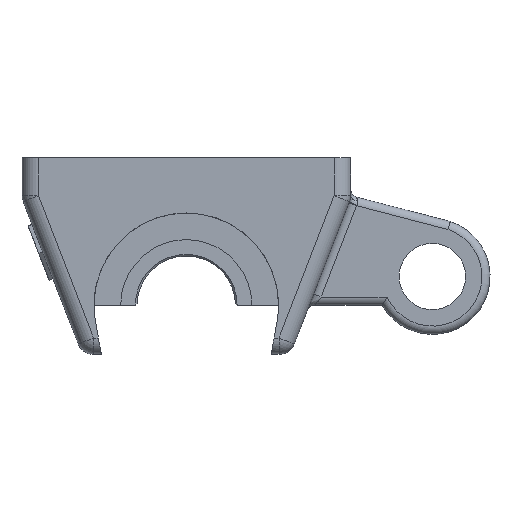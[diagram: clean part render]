
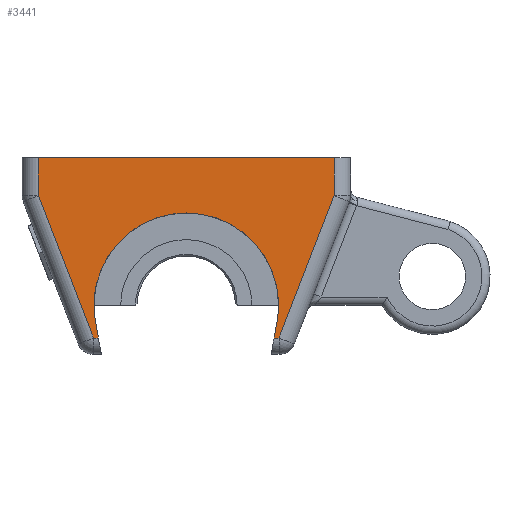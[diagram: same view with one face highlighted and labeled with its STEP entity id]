
A CAD part, front view. The second image highlights one B-rep face of the part: STEP entity #3441.
In plain terms, the highlighted planar face has unit normal (0, -1, 0).
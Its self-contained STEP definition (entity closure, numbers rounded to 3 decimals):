
#83=CIRCLE('',#3675,11.25);
#84=CIRCLE('',#3676,10.636);
#85=CIRCLE('',#3677,11.25);
#86=CIRCLE('',#3678,11.25);
#312=B_SPLINE_CURVE_WITH_KNOTS('',3,(#6203,#6204,#6205,#6206,#6207,#6208),
 .UNSPECIFIED.,.F.,.F.,(4,2,4),(0.,0.021,0.043),
 .UNSPECIFIED.);
#313=B_SPLINE_CURVE_WITH_KNOTS('',3,(#6212,#6213,#6214,#6215,#6216,#6217),
 .UNSPECIFIED.,.F.,.F.,(4,2,4),(0.,0.029,
0.058),.UNSPECIFIED.);
#314=B_SPLINE_CURVE_WITH_KNOTS('',3,(#6219,#6220,#6221,#6222),
 .UNSPECIFIED.,.F.,.F.,(4,4),(1.081,1.092),
 .UNSPECIFIED.);
#597=FACE_OUTER_BOUND('',#809,.T.);
#809=EDGE_LOOP('',(#2904,#2905,#2906,#2907,#2908,#2909,#2910,#2911,#2912,
#2913,#2914,#2915,#2916,#2917,#2918,#2919));
#1039=LINE('',#6073,#1274);
#1055=LINE('',#6152,#1290);
#1057=LINE('',#6155,#1292);
#1058=LINE('',#6157,#1293);
#1060=LINE('',#6163,#1295);
#1062=LINE('',#6169,#1297);
#1068=LINE('',#6186,#1303);
#1073=LINE('',#6195,#1308);
#1074=LINE('',#6197,#1309);
#1274=VECTOR('',#4128,10.);
#1290=VECTOR('',#4226,10.);
#1292=VECTOR('',#4230,10.);
#1293=VECTOR('',#4233,10.);
#1295=VECTOR('',#4239,10.);
#1297=VECTOR('',#4245,10.);
#1303=VECTOR('',#4263,10.);
#1308=VECTOR('',#4276,10.);
#1309=VECTOR('',#4277,10.);
#1550=VERTEX_POINT('',#6062);
#1553=VERTEX_POINT('',#6071);
#1555=VERTEX_POINT('',#6077);
#1557=VERTEX_POINT('',#6085);
#1558=VERTEX_POINT('',#6090);
#1575=VERTEX_POINT('',#6150);
#1576=VERTEX_POINT('',#6159);
#1578=VERTEX_POINT('',#6165);
#1584=VERTEX_POINT('',#6185);
#1585=VERTEX_POINT('',#6196);
#1586=VERTEX_POINT('',#6198);
#1587=VERTEX_POINT('',#6200);
#1588=VERTEX_POINT('',#6202);
#1589=VERTEX_POINT('',#6209);
#1590=VERTEX_POINT('',#6211);
#1591=VERTEX_POINT('',#6218);
#1990=EDGE_CURVE('',#1553,#1550,#1039,.T.);
#2030=EDGE_CURVE('',#1575,#1558,#1055,.T.);
#2032=EDGE_CURVE('',#1558,#1555,#1057,.T.);
#2033=EDGE_CURVE('',#1550,#1557,#1058,.T.);
#2036=EDGE_CURVE('',#1557,#1576,#1060,.T.);
#2039=EDGE_CURVE('',#1555,#1578,#1062,.T.);
#2047=EDGE_CURVE('',#1584,#1578,#1068,.T.);
#2052=EDGE_CURVE('',#1575,#1576,#1073,.T.);
#2053=EDGE_CURVE('',#1553,#1585,#1074,.T.);
#2054=EDGE_CURVE('',#1585,#1586,#83,.T.);
#2055=EDGE_CURVE('',#1587,#1586,#84,.T.);
#2056=EDGE_CURVE('',#1588,#1587,#312,.T.);
#2057=EDGE_CURVE('',#1588,#1589,#85,.T.);
#2058=EDGE_CURVE('',#1590,#1589,#313,.T.);
#2059=EDGE_CURVE('',#1591,#1590,#314,.T.);
#2060=EDGE_CURVE('',#1591,#1584,#86,.T.);
#2904=ORIENTED_EDGE('',*,*,#2039,.F.);
#2905=ORIENTED_EDGE('',*,*,#2032,.F.);
#2906=ORIENTED_EDGE('',*,*,#2030,.F.);
#2907=ORIENTED_EDGE('',*,*,#2052,.T.);
#2908=ORIENTED_EDGE('',*,*,#2036,.F.);
#2909=ORIENTED_EDGE('',*,*,#2033,.F.);
#2910=ORIENTED_EDGE('',*,*,#1990,.F.);
#2911=ORIENTED_EDGE('',*,*,#2053,.T.);
#2912=ORIENTED_EDGE('',*,*,#2054,.T.);
#2913=ORIENTED_EDGE('',*,*,#2055,.F.);
#2914=ORIENTED_EDGE('',*,*,#2056,.F.);
#2915=ORIENTED_EDGE('',*,*,#2057,.T.);
#2916=ORIENTED_EDGE('',*,*,#2058,.F.);
#2917=ORIENTED_EDGE('',*,*,#2059,.F.);
#2918=ORIENTED_EDGE('',*,*,#2060,.T.);
#2919=ORIENTED_EDGE('',*,*,#2047,.T.);
#3276=PLANE('',#3674);
#3441=ADVANCED_FACE('',(#597),#3276,.F.);
#3674=AXIS2_PLACEMENT_3D('',#6194,#4274,#4275);
#3675=AXIS2_PLACEMENT_3D('',#6199,#4278,#4279);
#3676=AXIS2_PLACEMENT_3D('',#6201,#4280,#4281);
#3677=AXIS2_PLACEMENT_3D('',#6210,#4282,#4283);
#3678=AXIS2_PLACEMENT_3D('',#6223,#4284,#4285);
#4128=DIRECTION('',(-1.,0.,0.));
#4226=DIRECTION('',(0.,0.,-1.));
#4230=DIRECTION('',(-0.361,0.,-0.933));
#4233=DIRECTION('',(-0.361,0.,0.933));
#4239=DIRECTION('',(0.,0.,1.));
#4245=DIRECTION('',(-1.,0.,0.));
#4263=DIRECTION('',(-0.178,0.,-0.984));
#4274=DIRECTION('center_axis',(0.,1.,0.));
#4275=DIRECTION('ref_axis',(-1.,0.,0.));
#4276=DIRECTION('',(-1.,0.,0.));
#4277=DIRECTION('',(-0.178,0.,0.984));
#4278=DIRECTION('center_axis',(0.,1.,0.));
#4279=DIRECTION('ref_axis',(-1.,0.,0.));
#4280=DIRECTION('center_axis',(0.,1.,0.));
#4281=DIRECTION('ref_axis',(0.989,0.,-0.149));
#4282=DIRECTION('center_axis',(0.,1.,0.));
#4283=DIRECTION('ref_axis',(-1.,0.,0.));
#4284=DIRECTION('center_axis',(0.,1.,0.));
#4285=DIRECTION('ref_axis',(-1.,0.,0.));
#6062=CARTESIAN_POINT('',(118.692,-31.851,27.502));
#6071=CARTESIAN_POINT('',(119.29,-31.851,27.502));
#6073=CARTESIAN_POINT('',(123.66,-31.851,27.502));
#6077=CARTESIAN_POINT('',(141.308,-31.851,27.502));
#6085=CARTESIAN_POINT('',(111.972,-31.851,44.874));
#6090=CARTESIAN_POINT('',(148.028,-31.851,44.874));
#6150=CARTESIAN_POINT('',(148.028,-31.851,49.5));
#6152=CARTESIAN_POINT('',(148.028,-31.851,41.001));
#6155=CARTESIAN_POINT('',(142.007,-31.851,29.309));
#6157=CARTESIAN_POINT('',(114.318,-31.851,38.808));
#6159=CARTESIAN_POINT('',(111.972,-31.851,49.5));
#6163=CARTESIAN_POINT('',(111.972,-31.851,43.501));
#6165=CARTESIAN_POINT('',(140.71,-31.851,27.502));
#6169=CARTESIAN_POINT('',(135.175,-31.851,27.502));
#6185=CARTESIAN_POINT('',(141.071,-31.851,29.502));
#6186=CARTESIAN_POINT('',(141.071,-31.851,29.502));
#6194=CARTESIAN_POINT('Origin',(130.,-31.851,37.501));
#6195=CARTESIAN_POINT('',(150.028,-31.851,49.5));
#6196=CARTESIAN_POINT('',(118.929,-31.851,29.502));
#6197=CARTESIAN_POINT('',(118.929,-31.851,29.502));
#6198=CARTESIAN_POINT('',(118.876,-31.851,33.18));
#6199=CARTESIAN_POINT('Origin',(130.,-31.851,31.5));
#6200=CARTESIAN_POINT('',(118.917,-31.851,33.479));
#6201=CARTESIAN_POINT('Origin',(108.36,-31.851,34.768));
#6202=CARTESIAN_POINT('',(119.008,-31.851,33.897));
#6203=CARTESIAN_POINT('Ctrl Pts',(119.008,-31.851,33.897));
#6204=CARTESIAN_POINT('Ctrl Pts',(118.993,-31.851,33.828));
#6205=CARTESIAN_POINT('Ctrl Pts',(118.978,-31.851,33.758));
#6206=CARTESIAN_POINT('Ctrl Pts',(118.947,-31.851,33.618));
#6207=CARTESIAN_POINT('Ctrl Pts',(118.932,-31.851,33.549));
#6208=CARTESIAN_POINT('Ctrl Pts',(118.917,-31.851,33.479));
#6209=CARTESIAN_POINT('',(140.997,-31.851,33.874));
#6210=CARTESIAN_POINT('Origin',(130.,-31.851,31.5));
#6211=CARTESIAN_POINT('',(141.119,-31.851,33.307));
#6212=CARTESIAN_POINT('Ctrl Pts',(141.12,-31.851,33.307));
#6213=CARTESIAN_POINT('Ctrl Pts',(141.099,-31.851,33.402));
#6214=CARTESIAN_POINT('Ctrl Pts',(141.078,-31.851,33.497));
#6215=CARTESIAN_POINT('Ctrl Pts',(141.037,-31.851,33.686));
#6216=CARTESIAN_POINT('Ctrl Pts',(141.017,-31.851,33.781));
#6217=CARTESIAN_POINT('Ctrl Pts',(140.997,-31.851,33.874));
#6218=CARTESIAN_POINT('',(141.119,-31.851,33.215));
#6219=CARTESIAN_POINT('Ctrl Pts',(141.119,-31.851,33.215));
#6220=CARTESIAN_POINT('Ctrl Pts',(141.119,-31.851,33.245));
#6221=CARTESIAN_POINT('Ctrl Pts',(141.119,-31.851,33.276));
#6222=CARTESIAN_POINT('Ctrl Pts',(141.119,-31.851,33.306));
#6223=CARTESIAN_POINT('Origin',(130.,-31.851,31.5));
